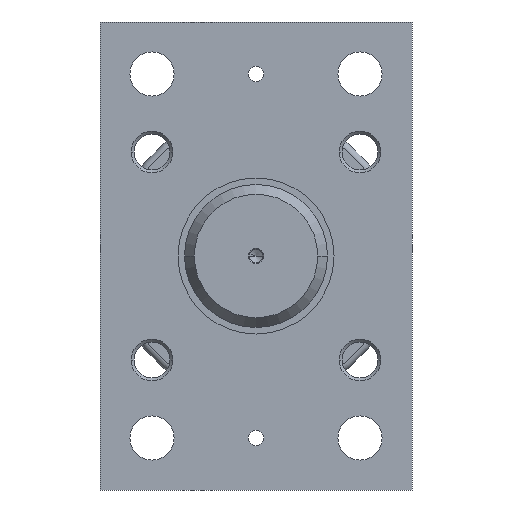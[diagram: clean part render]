
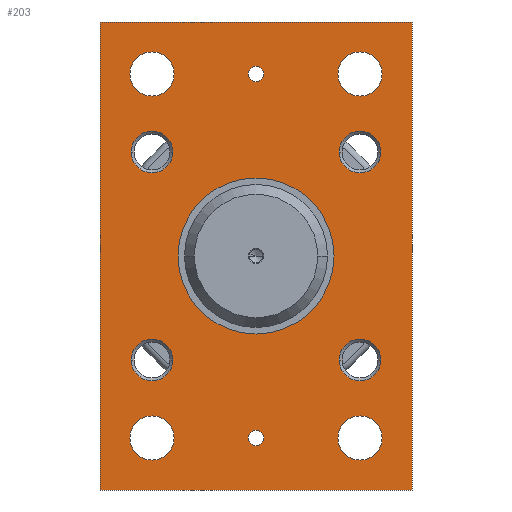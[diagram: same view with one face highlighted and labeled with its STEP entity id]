
A CAD part, left-side view. The second image highlights one B-rep face of the part: STEP entity #203.
In plain terms, the highlighted planar face has unit normal (-1, 0, 0).
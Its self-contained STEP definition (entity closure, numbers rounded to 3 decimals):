
#203=ADVANCED_FACE('',(#440,#441,#442,#443,#444,#445,#446,#447,#448,#449,#450,#451),#452,.F.);
#440=FACE_BOUND('',#706,.T.);
#441=FACE_BOUND('',#707,.T.);
#442=FACE_BOUND('',#708,.T.);
#443=FACE_BOUND('',#709,.T.);
#444=FACE_BOUND('',#710,.T.);
#445=FACE_BOUND('',#711,.T.);
#446=FACE_BOUND('',#712,.T.);
#447=FACE_BOUND('',#713,.T.);
#448=FACE_BOUND('',#714,.T.);
#449=FACE_BOUND('',#715,.T.);
#450=FACE_BOUND('',#716,.T.);
#451=FACE_OUTER_BOUND('',#717,.T.);
#452=PLANE('',#718);
#706=EDGE_LOOP('',(#1232,#1233));
#707=EDGE_LOOP('',(#1234,#1235));
#708=EDGE_LOOP('',(#1236,#1237));
#709=EDGE_LOOP('',(#1238,#1239));
#710=EDGE_LOOP('',(#1240,#1241));
#711=EDGE_LOOP('',(#1242,#1243));
#712=EDGE_LOOP('',(#1244,#1245));
#713=EDGE_LOOP('',(#1246,#1247));
#714=EDGE_LOOP('',(#1248,#1249));
#715=EDGE_LOOP('',(#1250,#1251));
#716=EDGE_LOOP('',(#1252,#1253));
#717=EDGE_LOOP('',(#1254,#1255,#1256,#1257));
#718=AXIS2_PLACEMENT_3D('',#1258,#1259,#1260);
#1232=ORIENTED_EDGE('',*,*,#1561,.T.);
#1233=ORIENTED_EDGE('',*,*,#1669,.T.);
#1234=ORIENTED_EDGE('',*,*,#1677,.T.);
#1235=ORIENTED_EDGE('',*,*,#1678,.T.);
#1236=ORIENTED_EDGE('',*,*,#1679,.T.);
#1237=ORIENTED_EDGE('',*,*,#1499,.T.);
#1238=ORIENTED_EDGE('',*,*,#1636,.T.);
#1239=ORIENTED_EDGE('',*,*,#1504,.T.);
#1240=ORIENTED_EDGE('',*,*,#1680,.T.);
#1241=ORIENTED_EDGE('',*,*,#1681,.T.);
#1242=ORIENTED_EDGE('',*,*,#1590,.T.);
#1243=ORIENTED_EDGE('',*,*,#1672,.T.);
#1244=ORIENTED_EDGE('',*,*,#1682,.T.);
#1245=ORIENTED_EDGE('',*,*,#1556,.T.);
#1246=ORIENTED_EDGE('',*,*,#1509,.T.);
#1247=ORIENTED_EDGE('',*,*,#1683,.T.);
#1248=ORIENTED_EDGE('',*,*,#1514,.T.);
#1249=ORIENTED_EDGE('',*,*,#1684,.T.);
#1250=ORIENTED_EDGE('',*,*,#1593,.T.);
#1251=ORIENTED_EDGE('',*,*,#1583,.T.);
#1252=ORIENTED_EDGE('',*,*,#1534,.T.);
#1253=ORIENTED_EDGE('',*,*,#1481,.T.);
#1254=ORIENTED_EDGE('',*,*,#1650,.T.);
#1255=ORIENTED_EDGE('',*,*,#1685,.T.);
#1256=ORIENTED_EDGE('',*,*,#1484,.T.);
#1257=ORIENTED_EDGE('',*,*,#1686,.T.);
#1258=CARTESIAN_POINT('',(-20.0,0.0,0.0));
#1259=DIRECTION('',(1.0,0.0,0.));
#1260=DIRECTION('',(0.,0.0,-1.0));
#1481=EDGE_CURVE('',#1745,#1749,#1751,.T.);
#1484=EDGE_CURVE('',#1756,#1754,#1757,.T.);
#1499=EDGE_CURVE('',#1782,#1780,#1783,.T.);
#1504=EDGE_CURVE('',#1790,#1788,#1791,.T.);
#1509=EDGE_CURVE('',#1799,#1797,#1800,.T.);
#1514=EDGE_CURVE('',#1808,#1806,#1809,.T.);
#1534=EDGE_CURVE('',#1749,#1745,#1840,.T.);
#1556=EDGE_CURVE('',#1871,#1875,#1877,.T.);
#1561=EDGE_CURVE('',#1880,#1884,#1886,.T.);
#1583=EDGE_CURVE('',#1916,#1918,#1920,.T.);
#1590=EDGE_CURVE('',#1928,#1926,#1929,.T.);
#1593=EDGE_CURVE('',#1918,#1916,#1932,.T.);
#1636=EDGE_CURVE('',#1788,#1790,#1993,.T.);
#1650=EDGE_CURVE('',#2010,#2008,#2011,.T.);
#1669=EDGE_CURVE('',#1884,#1880,#2036,.T.);
#1672=EDGE_CURVE('',#1926,#1928,#2039,.T.);
#1677=EDGE_CURVE('',#2044,#2045,#2046,.T.);
#1678=EDGE_CURVE('',#2045,#2044,#2047,.T.);
#1679=EDGE_CURVE('',#1780,#1782,#2048,.T.);
#1680=EDGE_CURVE('',#2049,#2050,#2051,.T.);
#1681=EDGE_CURVE('',#2050,#2049,#2052,.T.);
#1682=EDGE_CURVE('',#1875,#1871,#2053,.T.);
#1683=EDGE_CURVE('',#1797,#1799,#2054,.T.);
#1684=EDGE_CURVE('',#1806,#1808,#2055,.T.);
#1685=EDGE_CURVE('',#2008,#1756,#2056,.T.);
#1686=EDGE_CURVE('',#1754,#2010,#2057,.T.);
#1745=VERTEX_POINT('',#2121);
#1749=VERTEX_POINT('',#2126);
#1751=CIRCLE('',#2129,30.0);
#1754=VERTEX_POINT('',#2132);
#1756=VERTEX_POINT('',#2135);
#1757=LINE('',#2136,#2137);
#1780=VERTEX_POINT('',#2166);
#1782=VERTEX_POINT('',#2169);
#1783=CIRCLE('',#2170,8.0);
#1788=VERTEX_POINT('',#2176);
#1790=VERTEX_POINT('',#2179);
#1791=CIRCLE('',#2180,8.0);
#1797=VERTEX_POINT('',#2187);
#1799=VERTEX_POINT('',#2190);
#1800=CIRCLE('',#2191,8.5);
#1806=VERTEX_POINT('',#2198);
#1808=VERTEX_POINT('',#2201);
#1809=CIRCLE('',#2202,8.5);
#1840=CIRCLE('',#2238,30.0);
#1871=VERTEX_POINT('',#2273);
#1875=VERTEX_POINT('',#2278);
#1877=CIRCLE('',#2281,8.5);
#1880=VERTEX_POINT('',#2284);
#1884=VERTEX_POINT('',#2289);
#1886=CIRCLE('',#2292,8.0);
#1916=VERTEX_POINT('',#2325);
#1918=VERTEX_POINT('',#2328);
#1920=CIRCLE('',#2331,8.5);
#1926=VERTEX_POINT('',#2339);
#1928=VERTEX_POINT('',#2342);
#1929=CIRCLE('',#2343,3.0);
#1932=CIRCLE('',#2347,8.5);
#1993=CIRCLE('',#2418,8.0);
#2008=VERTEX_POINT('',#2437);
#2010=VERTEX_POINT('',#2440);
#2011=LINE('',#2441,#2442);
#2036=CIRCLE('',#2470,8.0);
#2039=CIRCLE('',#2473,3.0);
#2044=VERTEX_POINT('',#2478);
#2045=VERTEX_POINT('',#2479);
#2046=CIRCLE('',#2480,8.0);
#2047=CIRCLE('',#2481,8.0);
#2048=CIRCLE('',#2482,8.0);
#2049=VERTEX_POINT('',#2483);
#2050=VERTEX_POINT('',#2484);
#2051=CIRCLE('',#2485,3.0);
#2052=CIRCLE('',#2486,3.0);
#2053=CIRCLE('',#2487,8.5);
#2054=CIRCLE('',#2488,8.5);
#2055=CIRCLE('',#2489,8.5);
#2056=LINE('',#2490,#2491);
#2057=LINE('',#2492,#2493);
#2121=CARTESIAN_POINT('',(-20.0,0.,-30.0));
#2126=CARTESIAN_POINT('',(-20.0,0.,30.0));
#2129=AXIS2_PLACEMENT_3D('',#2562,#2563,#2564);
#2132=CARTESIAN_POINT('',(-20.0,60.0,90.0));
#2135=CARTESIAN_POINT('',(-20.0,-60.0,90.0));
#2136=CARTESIAN_POINT('',(-20.0,0.0,90.0));
#2137=VECTOR('',#2566,1.0);
#2166=CARTESIAN_POINT('',(-20.0,48.0,40.0));
#2169=CARTESIAN_POINT('',(-20.0,32.0,40.0));
#2170=AXIS2_PLACEMENT_3D('',#2586,#2587,#2588);
#2176=CARTESIAN_POINT('',(-20.0,-32.0,40.0));
#2179=CARTESIAN_POINT('',(-20.0,-48.0,40.0));
#2180=AXIS2_PLACEMENT_3D('',#2594,#2595,#2596);
#2187=CARTESIAN_POINT('',(-20.0,-40.0,-78.5));
#2190=CARTESIAN_POINT('',(-20.0,-40.0,-61.5));
#2191=AXIS2_PLACEMENT_3D('',#2602,#2603,#2604);
#2198=CARTESIAN_POINT('',(-20.0,40.0,61.5));
#2201=CARTESIAN_POINT('',(-20.0,40.0,78.5));
#2202=AXIS2_PLACEMENT_3D('',#2610,#2611,#2612);
#2238=AXIS2_PLACEMENT_3D('',#2645,#2646,#2647);
#2273=CARTESIAN_POINT('',(-20.0,40.0,-78.5));
#2278=CARTESIAN_POINT('',(-20.0,40.0,-61.5));
#2281=AXIS2_PLACEMENT_3D('',#2687,#2688,#2689);
#2284=CARTESIAN_POINT('',(-20.0,48.0,-40.0));
#2289=CARTESIAN_POINT('',(-20.0,32.0,-40.0));
#2292=AXIS2_PLACEMENT_3D('',#2695,#2696,#2697);
#2325=CARTESIAN_POINT('',(-20.0,-40.0,61.5));
#2328=CARTESIAN_POINT('',(-20.0,-40.0,78.5));
#2331=AXIS2_PLACEMENT_3D('',#2745,#2746,#2747);
#2339=CARTESIAN_POINT('',(-20.0,0.,67.0));
#2342=CARTESIAN_POINT('',(-20.0,0.,73.0));
#2343=AXIS2_PLACEMENT_3D('',#2754,#2755,#2756);
#2347=AXIS2_PLACEMENT_3D('',#2758,#2759,#2760);
#2418=AXIS2_PLACEMENT_3D('',#2831,#2832,#2833);
#2437=CARTESIAN_POINT('',(-20.0,-60.0,-90.0));
#2440=CARTESIAN_POINT('',(-20.0,60.0,-90.0));
#2441=CARTESIAN_POINT('',(-20.0,0.0,-90.0));
#2442=VECTOR('',#2848,1.0);
#2470=AXIS2_PLACEMENT_3D('',#2879,#2880,#2881);
#2473=AXIS2_PLACEMENT_3D('',#2885,#2886,#2887);
#2478=CARTESIAN_POINT('',(-20.0,-32.0,-40.0));
#2479=CARTESIAN_POINT('',(-20.0,-48.0,-40.0));
#2480=AXIS2_PLACEMENT_3D('',#2891,#2892,#2893);
#2481=AXIS2_PLACEMENT_3D('',#2894,#2895,#2896);
#2482=AXIS2_PLACEMENT_3D('',#2897,#2898,#2899);
#2483=CARTESIAN_POINT('',(-20.0,0.,-67.0));
#2484=CARTESIAN_POINT('',(-20.0,0.,-73.0));
#2485=AXIS2_PLACEMENT_3D('',#2900,#2901,#2902);
#2486=AXIS2_PLACEMENT_3D('',#2903,#2904,#2905);
#2487=AXIS2_PLACEMENT_3D('',#2906,#2907,#2908);
#2488=AXIS2_PLACEMENT_3D('',#2909,#2910,#2911);
#2489=AXIS2_PLACEMENT_3D('',#2912,#2913,#2914);
#2490=CARTESIAN_POINT('',(-20.0,-60.0,0.0));
#2491=VECTOR('',#2915,1.0);
#2492=CARTESIAN_POINT('',(-20.0,60.0,0.0));
#2493=VECTOR('',#2916,1.0);
#2562=CARTESIAN_POINT('',(-20.0,0.0,0.0));
#2563=DIRECTION('',(1.0,0.0,0.));
#2564=DIRECTION('',(0.,0.0,-1.0));
#2566=DIRECTION('',(0.0,1.0,0.0));
#2586=CARTESIAN_POINT('',(-20.0,40.0,40.0));
#2587=DIRECTION('',(1.0,-0.0,0.));
#2588=DIRECTION('',(0.0,1.0,0.0));
#2594=CARTESIAN_POINT('',(-20.0,-40.0,40.0));
#2595=DIRECTION('',(1.0,-0.0,0.));
#2596=DIRECTION('',(0.0,1.0,0.0));
#2602=CARTESIAN_POINT('',(-20.0,-40.0,-70.0));
#2603=DIRECTION('',(1.0,0.0,0.));
#2604=DIRECTION('',(0.,0.0,-1.0));
#2610=CARTESIAN_POINT('',(-20.0,40.0,70.0));
#2611=DIRECTION('',(1.0,0.0,0.));
#2612=DIRECTION('',(0.,0.0,-1.0));
#2645=CARTESIAN_POINT('',(-20.0,0.0,0.0));
#2646=DIRECTION('',(1.0,0.0,0.));
#2647=DIRECTION('',(0.,0.0,-1.0));
#2687=CARTESIAN_POINT('',(-20.0,40.0,-70.0));
#2688=DIRECTION('',(1.0,0.0,0.));
#2689=DIRECTION('',(0.,0.0,-1.0));
#2695=CARTESIAN_POINT('',(-20.0,40.0,-40.0));
#2696=DIRECTION('',(1.0,-0.0,0.));
#2697=DIRECTION('',(0.0,1.0,0.0));
#2745=CARTESIAN_POINT('',(-20.0,-40.0,70.0));
#2746=DIRECTION('',(1.0,0.0,0.));
#2747=DIRECTION('',(0.,0.0,-1.0));
#2754=CARTESIAN_POINT('',(-20.0,0.0,70.0));
#2755=DIRECTION('',(1.0,0.0,0.));
#2756=DIRECTION('',(0.,0.0,-1.0));
#2758=CARTESIAN_POINT('',(-20.0,-40.0,70.0));
#2759=DIRECTION('',(1.0,0.0,0.));
#2760=DIRECTION('',(0.,0.0,-1.0));
#2831=CARTESIAN_POINT('',(-20.0,-40.0,40.0));
#2832=DIRECTION('',(1.0,-0.0,0.));
#2833=DIRECTION('',(0.0,1.0,0.0));
#2848=DIRECTION('',(0.0,-1.0,0.0));
#2879=CARTESIAN_POINT('',(-20.0,40.0,-40.0));
#2880=DIRECTION('',(1.0,-0.0,0.));
#2881=DIRECTION('',(0.0,1.0,0.0));
#2885=CARTESIAN_POINT('',(-20.0,0.0,70.0));
#2886=DIRECTION('',(1.0,0.0,0.));
#2887=DIRECTION('',(0.,0.0,-1.0));
#2891=CARTESIAN_POINT('',(-20.0,-40.0,-40.0));
#2892=DIRECTION('',(1.0,-0.0,0.));
#2893=DIRECTION('',(0.0,1.0,0.0));
#2894=CARTESIAN_POINT('',(-20.0,-40.0,-40.0));
#2895=DIRECTION('',(1.0,-0.0,0.));
#2896=DIRECTION('',(0.0,1.0,0.0));
#2897=CARTESIAN_POINT('',(-20.0,40.0,40.0));
#2898=DIRECTION('',(1.0,-0.0,0.));
#2899=DIRECTION('',(0.0,1.0,0.0));
#2900=CARTESIAN_POINT('',(-20.0,0.0,-70.0));
#2901=DIRECTION('',(1.0,0.0,0.));
#2902=DIRECTION('',(0.,0.0,-1.0));
#2903=CARTESIAN_POINT('',(-20.0,0.0,-70.0));
#2904=DIRECTION('',(1.0,0.0,0.));
#2905=DIRECTION('',(0.,0.0,-1.0));
#2906=CARTESIAN_POINT('',(-20.0,40.0,-70.0));
#2907=DIRECTION('',(1.0,0.0,0.));
#2908=DIRECTION('',(0.,0.0,-1.0));
#2909=CARTESIAN_POINT('',(-20.0,-40.0,-70.0));
#2910=DIRECTION('',(1.0,0.0,0.));
#2911=DIRECTION('',(0.,0.0,-1.0));
#2912=CARTESIAN_POINT('',(-20.0,40.0,70.0));
#2913=DIRECTION('',(1.0,0.0,0.));
#2914=DIRECTION('',(0.,0.0,-1.0));
#2915=DIRECTION('',(0.,0.0,1.0));
#2916=DIRECTION('',(0.,0.0,-1.0));
